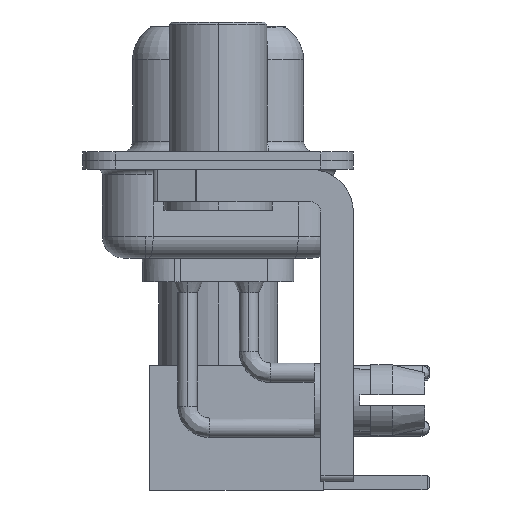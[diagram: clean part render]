
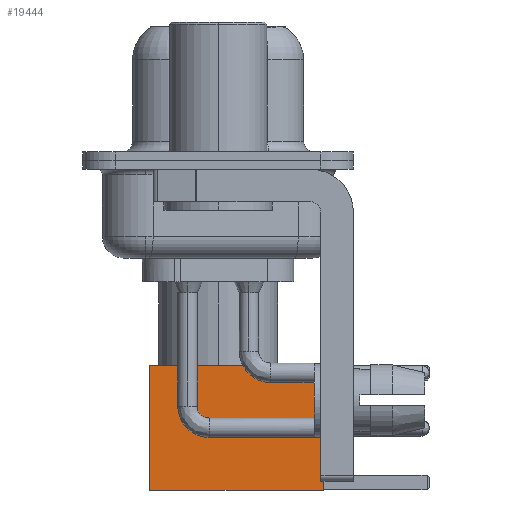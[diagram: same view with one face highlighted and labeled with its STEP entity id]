
A CAD part, left-side view. The second image highlights one B-rep face of the part: STEP entity #19444.
In plain terms, the highlighted face is planar.
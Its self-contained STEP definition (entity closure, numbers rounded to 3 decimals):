
#431 = EDGE_LOOP ( 'NONE', ( #11254, #3597, #15178, #19559 ) ) ;
#986 = VECTOR ( 'NONE', #23545, 1000. ) ;
#1102 = VECTOR ( 'NONE', #5419, 1000. ) ;
#1968 = EDGE_CURVE ( 'NONE', #23014, #23575, #10931, .T. ) ;
#2046 = CARTESIAN_POINT ( 'NONE',  ( -2.875, 2.875, 0. ) ) ;
#2190 = AXIS2_PLACEMENT_3D ( 'NONE', #19803, #3502, #17899 ) ;
#3090 = VERTEX_POINT ( 'NONE', #22659 ) ;
#3502 = DIRECTION ( 'NONE',  ( 0., 1., 0. ) ) ;
#3597 = ORIENTED_EDGE ( 'NONE', *, *, #17645, .T. ) ;
#4222 = DIRECTION ( 'NONE',  ( -1., 0., 0. ) ) ;
#5324 = VERTEX_POINT ( 'NONE', #22699 ) ;
#5419 = DIRECTION ( 'NONE',  ( 0., 0., -1. ) ) ;
#5927 = EDGE_CURVE ( 'NONE', #23014, #3090, #13498, .T. ) ;
#7853 = VECTOR ( 'NONE', #18195, 1000. ) ;
#10535 = CARTESIAN_POINT ( 'NONE',  ( 0., 2.875, 0. ) ) ;
#10572 = CARTESIAN_POINT ( 'NONE',  ( 2.875, 2.875, 8. ) ) ;
#10931 = LINE ( 'NONE', #11053, #7853 ) ;
#11053 = CARTESIAN_POINT ( 'NONE',  ( 2.875, 2.875, 0. ) ) ;
#11254 = ORIENTED_EDGE ( 'NONE', *, *, #1968, .T. ) ;
#11287 = VECTOR ( 'NONE', #4222, 1000. ) ;
#12690 = LINE ( 'NONE', #10535, #986 ) ;
#12776 = FACE_OUTER_BOUND ( 'NONE', #431, .T. ) ;
#13498 = LINE ( 'NONE', #17062, #11287 ) ;
#15178 = ORIENTED_EDGE ( 'NONE', *, *, #22715, .F. ) ;
#16103 = PLANE ( 'NONE',  #2190 ) ;
#17062 = CARTESIAN_POINT ( 'NONE',  ( 0., 2.875, 8. ) ) ;
#17645 = EDGE_CURVE ( 'NONE', #23575, #5324, #12690, .T. ) ;
#17899 = DIRECTION ( 'NONE',  ( 0., 0., 1. ) ) ;
#18047 = CARTESIAN_POINT ( 'NONE',  ( 2.875, 2.875, 0. ) ) ;
#18195 = DIRECTION ( 'NONE',  ( 0., 0., -1. ) ) ;
#18245 = LINE ( 'NONE', #2046, #1102 ) ;
#19444 = ADVANCED_FACE ( 'NONE', ( #12776 ), #16103, .T. ) ;
#19559 = ORIENTED_EDGE ( 'NONE', *, *, #5927, .F. ) ;
#19803 = CARTESIAN_POINT ( 'NONE',  ( 2.875, 2.875, 0. ) ) ;
#22659 = CARTESIAN_POINT ( 'NONE',  ( -2.875, 2.875, 8. ) ) ;
#22699 = CARTESIAN_POINT ( 'NONE',  ( -2.875, 2.875, 0. ) ) ;
#22715 = EDGE_CURVE ( 'NONE', #3090, #5324, #18245, .T. ) ;
#23014 = VERTEX_POINT ( 'NONE', #10572 ) ;
#23545 = DIRECTION ( 'NONE',  ( -1., 0., 0. ) ) ;
#23575 = VERTEX_POINT ( 'NONE', #18047 ) ;
